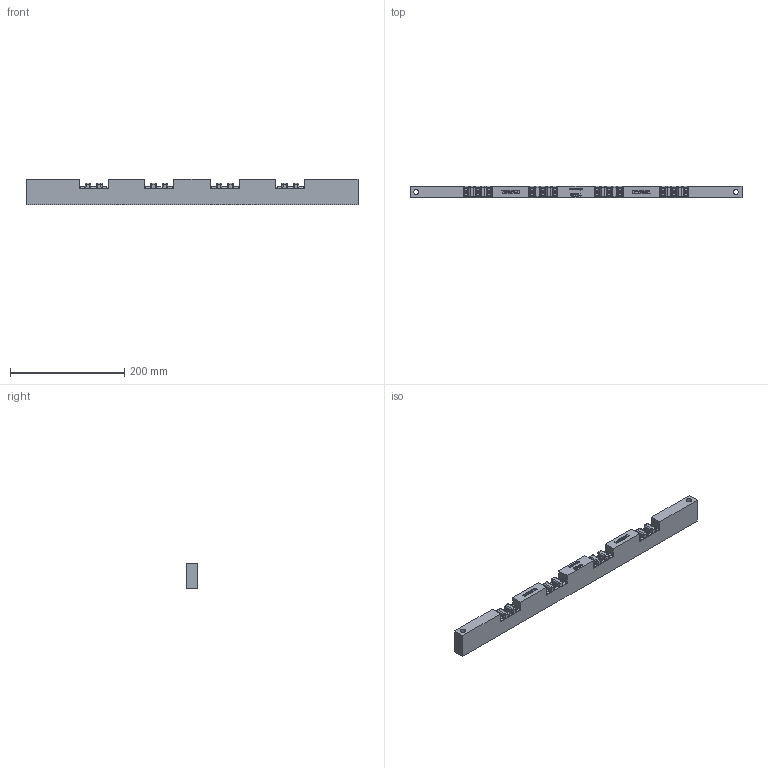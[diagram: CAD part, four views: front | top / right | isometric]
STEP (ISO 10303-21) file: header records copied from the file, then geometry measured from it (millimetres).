
FILE_DESCRIPTION(/* description */ (''),/* implementation_level */ '2;1');
FILE_NAME(/* name */ '31154-3.step',/* time_stamp */ '2023-01-12T16:16:45Z',/* author */ (''),/* organization */ (''),/* preprocessor_version */ 'ST-DEVELOPER v19.2',/* originating_system */ 'Autodesk Translation Framework v11.17.0.187',/* authorisation */ '');
FILE_SCHEMA (('AUTOMOTIVE_DESIGN { 1 0 10303 214 3 1 1 }'));
Length unit declared in the file: millimetre
Products named in the file (3): Web drawing; 31154; Insert 3 Bar
Assembly tree (5 placements, depth 2):
  Web drawing
    Insert 3 Bar  x4
    31154
Bounding box: 582 x 20 x 45 mm (x, y, z)
Volume: 470277.7 mm3; surface area: 90562.5 mm2
Topology: 5 solids, 5 shells, 2453 faces, 6347 edges, 4018 vertices
Faces by surface type: plane 1226, bspline 721, cylinder 322, sphere 96, torus 64, cone 24
Full cylindrical faces by diameter (mm): 9 x2
Entity records: 31280 total; most frequent: CARTESIAN_POINT 9002, ORIENTED_EDGE 5082, DIRECTION 3647, EDGE_CURVE 2541, LINE 1791, VECTOR 1791, VERTEX_POINT 1642, EDGE_LOOP 1037
